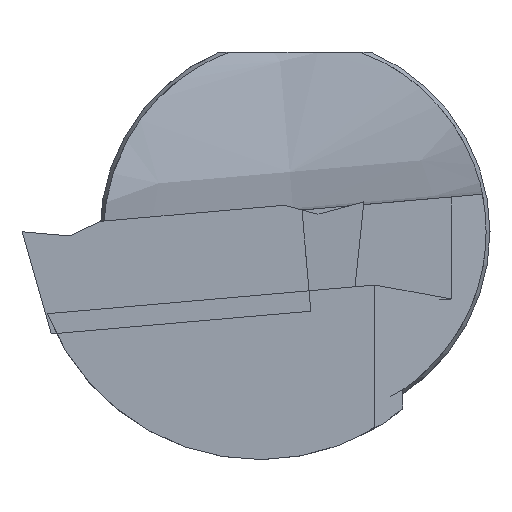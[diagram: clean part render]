
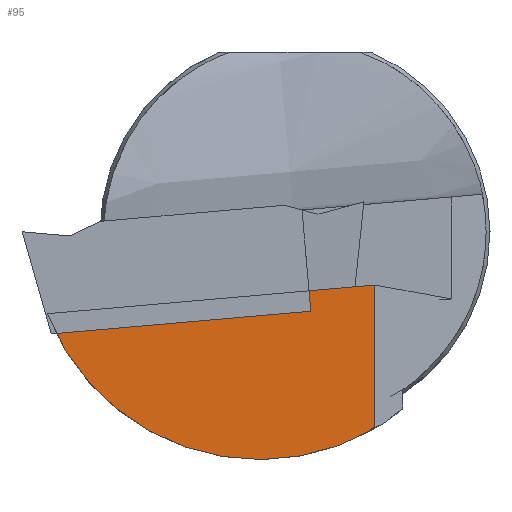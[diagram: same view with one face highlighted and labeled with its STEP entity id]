
A CAD part, left-side view. The second image highlights one B-rep face of the part: STEP entity #95.
In plain terms, the highlighted planar face has unit normal (-1, 0, 0).
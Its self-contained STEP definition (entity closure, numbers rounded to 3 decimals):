
#81=CIRCLE('',#650,14.6);
#95=ADVANCED_FACE('',(#154),#130,.F.);
#130=PLANE('',#651);
#154=FACE_OUTER_BOUND('',#184,.T.);
#184=EDGE_LOOP('',(#240,#241,#242));
#240=ORIENTED_EDGE('',*,*,#463,.T.);
#241=ORIENTED_EDGE('',*,*,#464,.T.);
#242=ORIENTED_EDGE('',*,*,#465,.T.);
#406=VERTEX_POINT('',#892);
#407=VERTEX_POINT('',#893);
#408=VERTEX_POINT('',#895);
#463=EDGE_CURVE('',#406,#407,#81,.T.);
#464=EDGE_CURVE('',#407,#408,#543,.T.);
#465=EDGE_CURVE('',#408,#406,#544,.T.);
#543=LINE('',#894,#597);
#544=LINE('',#896,#598);
#597=VECTOR('',#717,1.);
#598=VECTOR('',#718,1.);
#650=AXIS2_PLACEMENT_3D('',#891,#715,#716);
#651=AXIS2_PLACEMENT_3D('',#897,#719,#720);
#715=DIRECTION('',(-1.,0.,0.));
#716=DIRECTION('',(0.,-1.,0.));
#717=DIRECTION('',(0.,0.,1.));
#718=DIRECTION('',(0.,0.996,-0.087));
#719=DIRECTION('',(1.,0.,0.));
#720=DIRECTION('',(0.,-1.,0.));
#891=CARTESIAN_POINT('',(0.2,2.25,0.));
#892=CARTESIAN_POINT('',(0.2,15.874,-5.249));
#893=CARTESIAN_POINT('',(0.2,-5.116,-12.605));
#894=CARTESIAN_POINT('',(0.2,-5.116,25.));
#895=CARTESIAN_POINT('',(0.2,-5.116,-3.412));
#896=CARTESIAN_POINT('',(0.2,-16.839,-2.387));
#897=CARTESIAN_POINT('',(0.2,-22.5,25.));
